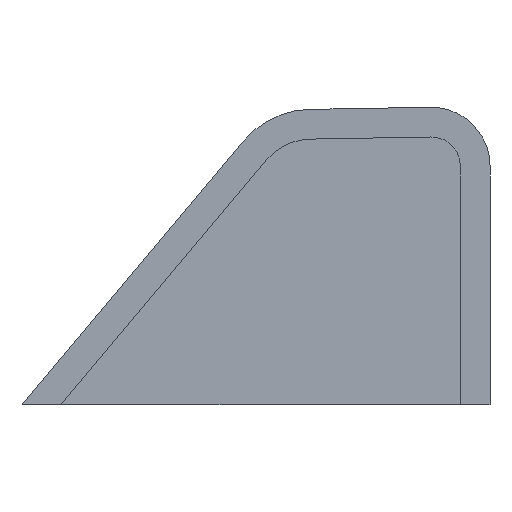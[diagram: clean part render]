
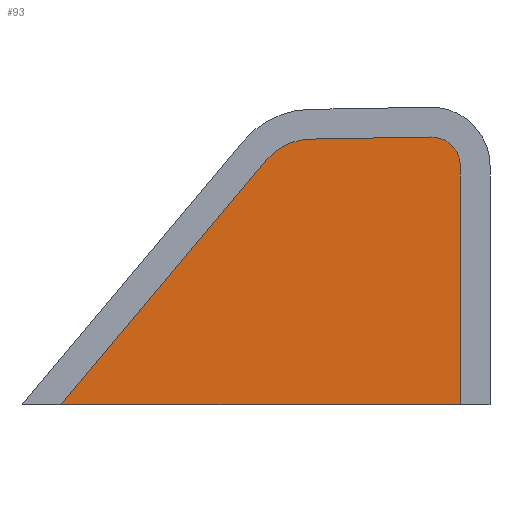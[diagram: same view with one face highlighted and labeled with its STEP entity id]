
A CAD part, top view. The second image highlights one B-rep face of the part: STEP entity #93.
In plain terms, the highlighted planar face has unit normal (0, 0, 1).
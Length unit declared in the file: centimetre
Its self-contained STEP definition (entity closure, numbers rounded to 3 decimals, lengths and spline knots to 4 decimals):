
#1 = ORIENTED_EDGE ( 'NONE', *, *, #10, .F. ) ;
#7 = LINE ( 'NONE', #22, #115 ) ;
#8 = CARTESIAN_POINT ( 'NONE',  ( 0.7366, 0., 0. ) ) ;
#10 = EDGE_CURVE ( 'NONE', #49, #153, #15, .T. ) ;
#11 = VECTOR ( 'NONE', #141, 100. ) ;
#15 = CIRCLE ( 'NONE', #131, 0.1 ) ;
#16 = LINE ( 'NONE', #117, #143 ) ;
#22 = CARTESIAN_POINT ( 'NONE',  ( 0.7366, 0.4013, 0. ) ) ;
#23 = EDGE_CURVE ( 'NONE', #164, #49, #118, .T. ) ;
#31 = CARTESIAN_POINT ( 'NONE',  ( 0.6879, 0.4013, 0. ) ) ;
#33 = CARTESIAN_POINT ( 'NONE',  ( 0.687, 0.45, 0. ) ) ;
#43 = DIRECTION ( 'NONE',  ( 1., 0., 0. ) ) ;
#44 = CARTESIAN_POINT ( 'NONE',  ( 0.7366, 0.4013, 0. ) ) ;
#45 = VECTOR ( 'NONE', #56, 100. ) ;
#48 = ORIENTED_EDGE ( 'NONE', *, *, #23, .F. ) ;
#49 = VERTEX_POINT ( 'NONE', #144 ) ;
#51 = ORIENTED_EDGE ( 'NONE', *, *, #122, .T. ) ;
#56 = DIRECTION ( 'NONE',  ( 1., 0.017, 0. ) ) ;
#57 = EDGE_CURVE ( 'NONE', #153, #84, #88, .T. ) ;
#68 = DIRECTION ( 'NONE',  ( 1., 0., 0. ) ) ;
#69 = DIRECTION ( 'NONE',  ( 0., 0., 1. ) ) ;
#72 = DIRECTION ( 'NONE',  ( 0., -1., 0. ) ) ;
#78 = DIRECTION ( 'NONE',  ( 1., 0., 0. ) ) ;
#79 = CARTESIAN_POINT ( 'NONE',  ( 0.4866, 0.3465, 0. ) ) ;
#80 = EDGE_LOOP ( 'NONE', ( #48, #51, #112, #91, #95, #1 ) ) ;
#84 = VERTEX_POINT ( 'NONE', #33 ) ;
#87 = DIRECTION ( 'NONE',  ( 1., 0., 0. ) ) ;
#88 = LINE ( 'NONE', #116, #45 ) ;
#91 = ORIENTED_EDGE ( 'NONE', *, *, #92, .F. ) ;
#92 = EDGE_CURVE ( 'NONE', #84, #166, #109, .T. ) ;
#93 = ADVANCED_FACE ( 'NONE', ( #156 ), #124, .T. ) ;
#94 = AXIS2_PLACEMENT_3D ( 'NONE', #31, #69, #78 ) ;
#95 = ORIENTED_EDGE ( 'NONE', *, *, #57, .F. ) ;
#104 = DIRECTION ( 'NONE',  ( 0., 0., -1. ) ) ;
#109 = CIRCLE ( 'NONE', #138, 0.0487 ) ;
#112 = ORIENTED_EDGE ( 'NONE', *, *, #157, .F. ) ;
#115 = VECTOR ( 'NONE', #72, 100. ) ;
#116 = CARTESIAN_POINT ( 'NONE',  ( 0.687, 0.45, 0. ) ) ;
#117 = CARTESIAN_POINT ( 'NONE',  ( 0., 0., 0. ) ) ;
#118 = LINE ( 'NONE', #145, #11 ) ;
#122 = EDGE_CURVE ( 'NONE', #164, #152, #16, .T. ) ;
#124 = PLANE ( 'NONE',  #94 ) ;
#126 = DIRECTION ( 'NONE',  ( 0., 0., -1. ) ) ;
#131 = AXIS2_PLACEMENT_3D ( 'NONE', #79, #104, #43 ) ;
#138 = AXIS2_PLACEMENT_3D ( 'NONE', #154, #126, #87 ) ;
#141 = DIRECTION ( 'NONE',  ( 0.643, 0.766, 0. ) ) ;
#143 = VECTOR ( 'NONE', #68, 100. ) ;
#144 = CARTESIAN_POINT ( 'NONE',  ( 0.4099, 0.4108, 0. ) ) ;
#145 = CARTESIAN_POINT ( 'NONE',  ( 0.5201, 0.5421, 0. ) ) ;
#152 = VERTEX_POINT ( 'NONE', #8 ) ;
#153 = VERTEX_POINT ( 'NONE', #159 ) ;
#154 = CARTESIAN_POINT ( 'NONE',  ( 0.6879, 0.4013, 0. ) ) ;
#156 = FACE_OUTER_BOUND ( 'NONE', #80, .T. ) ;
#157 = EDGE_CURVE ( 'NONE', #166, #152, #7, .T. ) ;
#159 = CARTESIAN_POINT ( 'NONE',  ( 0.4848, 0.4465, 0. ) ) ;
#160 = CARTESIAN_POINT ( 'NONE',  ( 0.0653, 0., 0. ) ) ;
#164 = VERTEX_POINT ( 'NONE', #160 ) ;
#166 = VERTEX_POINT ( 'NONE', #44 ) ;
